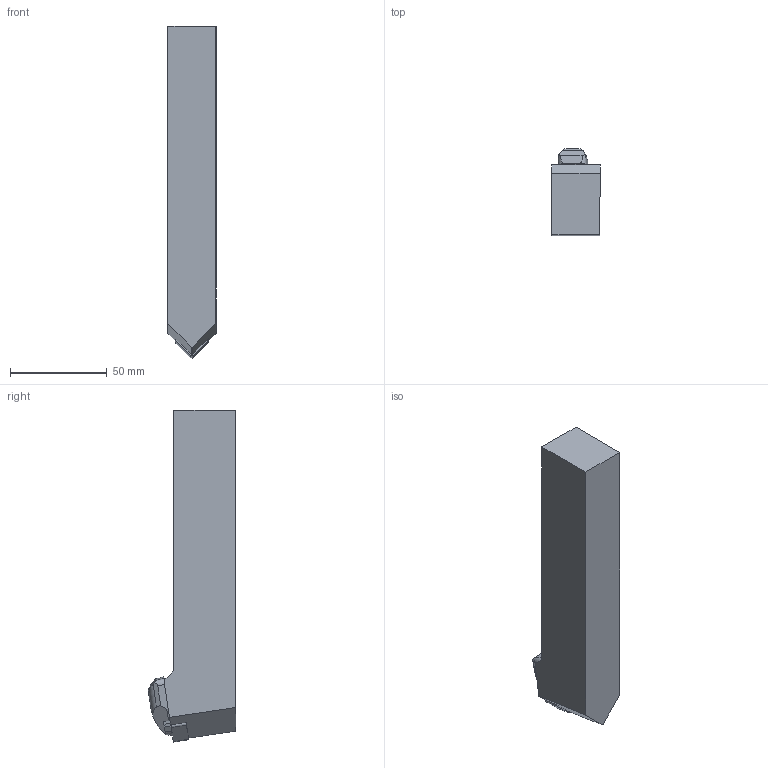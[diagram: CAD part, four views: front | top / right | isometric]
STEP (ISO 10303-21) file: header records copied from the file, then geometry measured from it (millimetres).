
FILE_DESCRIPTION(/* description */ (''),/* implementation_level */ '2;1');
FILE_NAME(/* name */ 'assy.stp',/* time_stamp */ '2019-11-13T18:08:25+01:00',/* author */ (''),/* organization */ ('SMS'),/* preprocessor_version */ 'ST-DEVELOPER v15',/* originating_system */ 'SIEMENS PLM Software NX 8.5',/* authorisation */ '');
FILE_SCHEMA (('AUTOMOTIVE_DESIGN { 1 0 10303 214 3 1 1 1 }'));
Length unit declared in the file: millimetre
Products named in the file (4): ASSEMBLY_CONSTRUCTION; NOCUT; CUT; ASSY
Assembly tree (3 placements, depth 2):
  ASSY
    CUT
    NOCUT
    ASSEMBLY_CONSTRUCTION
Bounding box: 24.89 x 44.88 x 171.18 mm (x, y, z)
Volume: 132795.8 mm3; surface area: 21575.3 mm2
Topology: 2 solids, 2 shells, 60 faces, 167 edges, 117 vertices
Faces by surface type: plane 44, cylinder 13, cone 3
Entity records: 2178 total; most frequent: CARTESIAN_POINT 453, DIRECTION 333, ORIENTED_EDGE 332, EDGE_CURVE 166, LINE 125, VECTOR 125, VERTEX_POINT 110, AXIS2_PLACEMENT_3D 104
